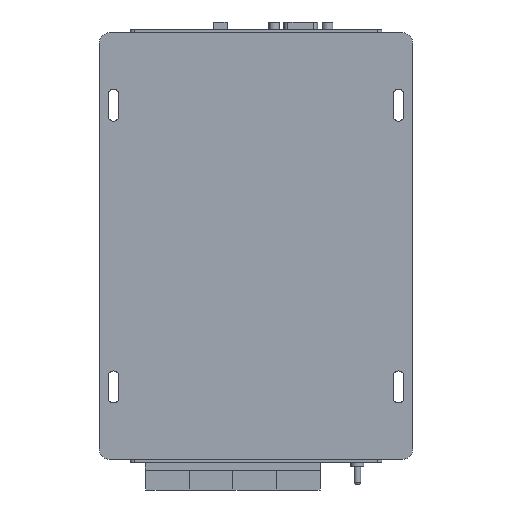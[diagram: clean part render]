
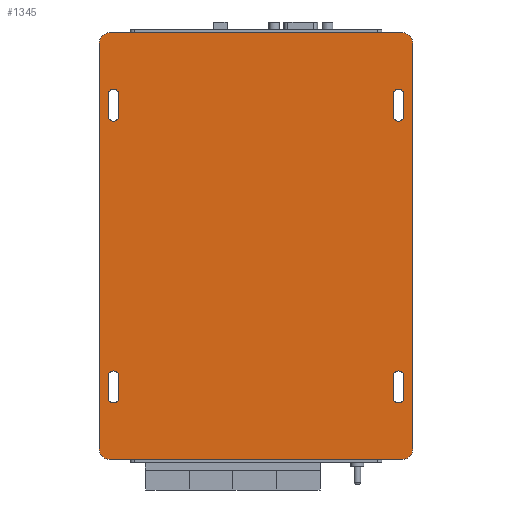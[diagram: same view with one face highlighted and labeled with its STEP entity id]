
A CAD part, left-side view. The second image highlights one B-rep face of the part: STEP entity #1345.
In plain terms, the highlighted planar face has unit normal (-1, 0, 0).
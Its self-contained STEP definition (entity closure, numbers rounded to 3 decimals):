
#2=CARTESIAN_POINT('',(0.,-140.25,-171.));
#3=DIRECTION('',(1.,0.,0.));
#4=DIRECTION('',(0.,-1.,0.));
#5=AXIS2_PLACEMENT_3D('',#2,#3,#4);
#7=DIRECTION('',(0.,0.,-1.));
#8=VECTOR('',#7,10.);
#9=CARTESIAN_POINT('',(0.,-142.75,-161.));
#10=LINE('',#9,#8);
#11=CARTESIAN_POINT('',(0.,-140.25,-161.));
#12=DIRECTION('',(1.,0.,0.));
#13=DIRECTION('',(0.,1.,0.));
#14=AXIS2_PLACEMENT_3D('',#11,#12,#13);
#16=DIRECTION('',(0.,0.,1.));
#17=VECTOR('',#16,10.);
#18=CARTESIAN_POINT('',(0.,-137.75,-171.));
#19=LINE('',#18,#17);
#20=CARTESIAN_POINT('',(0.,-140.25,-39.));
#21=DIRECTION('',(1.,0.,0.));
#22=DIRECTION('',(0.,-1.,0.));
#23=AXIS2_PLACEMENT_3D('',#20,#21,#22);
#25=DIRECTION('',(0.,0.,-1.));
#26=VECTOR('',#25,10.);
#27=CARTESIAN_POINT('',(0.,-142.75,-29.));
#28=LINE('',#27,#26);
#29=CARTESIAN_POINT('',(0.,-140.25,-29.));
#30=DIRECTION('',(1.,0.,0.));
#31=DIRECTION('',(0.,1.,0.));
#32=AXIS2_PLACEMENT_3D('',#29,#30,#31);
#34=DIRECTION('',(0.,0.,1.));
#35=VECTOR('',#34,10.);
#36=CARTESIAN_POINT('',(0.,-137.75,-39.));
#37=LINE('',#36,#35);
#38=CARTESIAN_POINT('',(0.,-6.75,-171.));
#39=DIRECTION('',(1.,0.,0.));
#40=DIRECTION('',(0.,-1.,0.));
#41=AXIS2_PLACEMENT_3D('',#38,#39,#40);
#43=DIRECTION('',(0.,0.,-1.));
#44=VECTOR('',#43,10.);
#45=CARTESIAN_POINT('',(0.,-9.25,-161.));
#46=LINE('',#45,#44);
#47=CARTESIAN_POINT('',(0.,-6.75,-161.));
#48=DIRECTION('',(1.,0.,0.));
#49=DIRECTION('',(0.,1.,0.));
#50=AXIS2_PLACEMENT_3D('',#47,#48,#49);
#52=DIRECTION('',(0.,0.,1.));
#53=VECTOR('',#52,10.);
#54=CARTESIAN_POINT('',(0.,-4.25,-171.));
#55=LINE('',#54,#53);
#56=CARTESIAN_POINT('',(0.,-6.75,-39.));
#57=DIRECTION('',(1.,0.,0.));
#58=DIRECTION('',(0.,-1.,0.));
#59=AXIS2_PLACEMENT_3D('',#56,#57,#58);
#61=DIRECTION('',(0.,0.,-1.));
#62=VECTOR('',#61,10.);
#63=CARTESIAN_POINT('',(0.,-9.25,-29.));
#64=LINE('',#63,#62);
#65=CARTESIAN_POINT('',(0.,-6.75,-29.));
#66=DIRECTION('',(1.,0.,0.));
#67=DIRECTION('',(0.,1.,0.));
#68=AXIS2_PLACEMENT_3D('',#65,#66,#67);
#70=DIRECTION('',(0.,0.,1.));
#71=VECTOR('',#70,10.);
#72=CARTESIAN_POINT('',(0.,-4.25,-39.));
#73=LINE('',#72,#71);
#74=CARTESIAN_POINT('',(0.,-142.,-5.));
#75=DIRECTION('',(-1.,0.,0.));
#76=DIRECTION('',(0.,-1.,0.));
#77=AXIS2_PLACEMENT_3D('',#74,#75,#76);
#79=DIRECTION('',(0.,0.,-1.));
#80=VECTOR('',#79,190.);
#81=CARTESIAN_POINT('',(0.,-147.,-5.));
#82=LINE('',#81,#80);
#83=CARTESIAN_POINT('',(0.,-142.,-195.));
#84=DIRECTION('',(-1.,0.,0.));
#85=DIRECTION('',(0.,0.,-1.));
#86=AXIS2_PLACEMENT_3D('',#83,#84,#85);
#88=DIRECTION('',(0.,1.,0.));
#89=VECTOR('',#88,137.);
#90=CARTESIAN_POINT('',(0.,-142.,-200.));
#91=LINE('',#90,#89);
#92=CARTESIAN_POINT('',(0.,-5.,-195.));
#93=DIRECTION('',(-1.,0.,0.));
#94=DIRECTION('',(0.,1.,0.));
#95=AXIS2_PLACEMENT_3D('',#92,#93,#94);
#97=DIRECTION('',(0.,0.,1.));
#98=VECTOR('',#97,190.);
#99=CARTESIAN_POINT('',(0.,0.,-195.));
#100=LINE('',#99,#98);
#101=CARTESIAN_POINT('',(0.,-5.,-5.));
#102=DIRECTION('',(-1.,0.,0.));
#103=DIRECTION('',(0.,0.,1.));
#104=AXIS2_PLACEMENT_3D('',#101,#102,#103);
#106=DIRECTION('',(0.,-1.,0.));
#107=VECTOR('',#106,137.);
#108=CARTESIAN_POINT('',(0.,-5.,0.));
#109=LINE('',#108,#107);
#1002=CARTESIAN_POINT('',(0.,-142.75,-171.));
#1003=CARTESIAN_POINT('',(0.,-137.75,-171.));
#1004=VERTEX_POINT('',#1002);
#1005=VERTEX_POINT('',#1003);
#1006=CARTESIAN_POINT('',(0.,-137.75,-161.));
#1007=VERTEX_POINT('',#1006);
#1008=CARTESIAN_POINT('',(0.,-142.75,-161.));
#1009=VERTEX_POINT('',#1008);
#1018=CARTESIAN_POINT('',(0.,-142.75,-39.));
#1019=CARTESIAN_POINT('',(0.,-137.75,-39.));
#1020=VERTEX_POINT('',#1018);
#1021=VERTEX_POINT('',#1019);
#1022=CARTESIAN_POINT('',(0.,-137.75,-29.));
#1023=VERTEX_POINT('',#1022);
#1024=CARTESIAN_POINT('',(0.,-142.75,-29.));
#1025=VERTEX_POINT('',#1024);
#1034=CARTESIAN_POINT('',(0.,-9.25,-171.));
#1035=CARTESIAN_POINT('',(0.,-4.25,-171.));
#1036=VERTEX_POINT('',#1034);
#1037=VERTEX_POINT('',#1035);
#1038=CARTESIAN_POINT('',(0.,-4.25,-161.));
#1039=VERTEX_POINT('',#1038);
#1040=CARTESIAN_POINT('',(0.,-9.25,-161.));
#1041=VERTEX_POINT('',#1040);
#1050=CARTESIAN_POINT('',(0.,-9.25,-39.));
#1051=CARTESIAN_POINT('',(0.,-4.25,-39.));
#1052=VERTEX_POINT('',#1050);
#1053=VERTEX_POINT('',#1051);
#1054=CARTESIAN_POINT('',(0.,-4.25,-29.));
#1055=VERTEX_POINT('',#1054);
#1056=CARTESIAN_POINT('',(0.,-9.25,-29.));
#1057=VERTEX_POINT('',#1056);
#1066=CARTESIAN_POINT('',(0.,-147.,-5.));
#1067=CARTESIAN_POINT('',(0.,-142.,0.));
#1068=VERTEX_POINT('',#1066);
#1069=VERTEX_POINT('',#1067);
#1074=CARTESIAN_POINT('',(0.,-142.,-200.));
#1075=CARTESIAN_POINT('',(0.,-147.,-195.));
#1076=VERTEX_POINT('',#1074);
#1077=VERTEX_POINT('',#1075);
#1082=CARTESIAN_POINT('',(0.,0.,-195.));
#1083=CARTESIAN_POINT('',(0.,-5.,-200.));
#1084=VERTEX_POINT('',#1082);
#1085=VERTEX_POINT('',#1083);
#1090=CARTESIAN_POINT('',(0.,-5.,0.));
#1091=CARTESIAN_POINT('',(0.,0.,-5.));
#1092=VERTEX_POINT('',#1090);
#1093=VERTEX_POINT('',#1091);
#1282=CARTESIAN_POINT('',(0.,0.,0.));
#1283=DIRECTION('',(1.,0.,0.));
#1284=DIRECTION('',(0.,-1.,0.));
#1285=AXIS2_PLACEMENT_3D('',#1282,#1283,#1284);
#1286=PLANE('',#1285);
#1288=ORIENTED_EDGE('',*,*,#1287,.F.);
#1290=ORIENTED_EDGE('',*,*,#1289,.T.);
#1292=ORIENTED_EDGE('',*,*,#1291,.F.);
#1294=ORIENTED_EDGE('',*,*,#1293,.T.);
#1296=ORIENTED_EDGE('',*,*,#1295,.F.);
#1298=ORIENTED_EDGE('',*,*,#1297,.T.);
#1300=ORIENTED_EDGE('',*,*,#1299,.F.);
#1302=ORIENTED_EDGE('',*,*,#1301,.T.);
#1303=EDGE_LOOP('',(#1288,#1290,#1292,#1294,#1296,#1298,#1300,#1302));
#1304=FACE_OUTER_BOUND('',#1303,.F.);
#1306=ORIENTED_EDGE('',*,*,#1305,.F.);
#1308=ORIENTED_EDGE('',*,*,#1307,.F.);
#1310=ORIENTED_EDGE('',*,*,#1309,.F.);
#1312=ORIENTED_EDGE('',*,*,#1311,.F.);
#1313=EDGE_LOOP('',(#1306,#1308,#1310,#1312));
#1314=FACE_BOUND('',#1313,.F.);
#1316=ORIENTED_EDGE('',*,*,#1315,.F.);
#1318=ORIENTED_EDGE('',*,*,#1317,.F.);
#1320=ORIENTED_EDGE('',*,*,#1319,.F.);
#1322=ORIENTED_EDGE('',*,*,#1321,.F.);
#1323=EDGE_LOOP('',(#1316,#1318,#1320,#1322));
#1324=FACE_BOUND('',#1323,.F.);
#1326=ORIENTED_EDGE('',*,*,#1325,.F.);
#1328=ORIENTED_EDGE('',*,*,#1327,.F.);
#1330=ORIENTED_EDGE('',*,*,#1329,.F.);
#1332=ORIENTED_EDGE('',*,*,#1331,.F.);
#1333=EDGE_LOOP('',(#1326,#1328,#1330,#1332));
#1334=FACE_BOUND('',#1333,.F.);
#1336=ORIENTED_EDGE('',*,*,#1335,.F.);
#1338=ORIENTED_EDGE('',*,*,#1337,.F.);
#1340=ORIENTED_EDGE('',*,*,#1339,.F.);
#1342=ORIENTED_EDGE('',*,*,#1341,.F.);
#1343=EDGE_LOOP('',(#1336,#1338,#1340,#1342));
#1344=FACE_BOUND('',#1343,.F.);
#1345=ADVANCED_FACE('',(#1304,#1314,#1324,#1334,#1344),#1286,.F.);
#6=CIRCLE('',#5,2.5);
#15=CIRCLE('',#14,2.5);
#24=CIRCLE('',#23,2.5);
#33=CIRCLE('',#32,2.5);
#42=CIRCLE('',#41,2.5);
#51=CIRCLE('',#50,2.5);
#60=CIRCLE('',#59,2.5);
#69=CIRCLE('',#68,2.5);
#78=CIRCLE('',#77,5.);
#87=CIRCLE('',#86,5.);
#96=CIRCLE('',#95,5.);
#105=CIRCLE('',#104,5.);
#1287=EDGE_CURVE('',#1068,#1069,#78,.T.);
#1289=EDGE_CURVE('',#1068,#1077,#82,.T.);
#1291=EDGE_CURVE('',#1076,#1077,#87,.T.);
#1293=EDGE_CURVE('',#1076,#1085,#91,.T.);
#1295=EDGE_CURVE('',#1084,#1085,#96,.T.);
#1297=EDGE_CURVE('',#1084,#1093,#100,.T.);
#1299=EDGE_CURVE('',#1092,#1093,#105,.T.);
#1301=EDGE_CURVE('',#1092,#1069,#109,.T.);
#1305=EDGE_CURVE('',#1004,#1005,#6,.T.);
#1307=EDGE_CURVE('',#1009,#1004,#10,.T.);
#1309=EDGE_CURVE('',#1007,#1009,#15,.T.);
#1311=EDGE_CURVE('',#1005,#1007,#19,.T.);
#1315=EDGE_CURVE('',#1020,#1021,#24,.T.);
#1317=EDGE_CURVE('',#1025,#1020,#28,.T.);
#1319=EDGE_CURVE('',#1023,#1025,#33,.T.);
#1321=EDGE_CURVE('',#1021,#1023,#37,.T.);
#1325=EDGE_CURVE('',#1036,#1037,#42,.T.);
#1327=EDGE_CURVE('',#1041,#1036,#46,.T.);
#1329=EDGE_CURVE('',#1039,#1041,#51,.T.);
#1331=EDGE_CURVE('',#1037,#1039,#55,.T.);
#1335=EDGE_CURVE('',#1052,#1053,#60,.T.);
#1337=EDGE_CURVE('',#1057,#1052,#64,.T.);
#1339=EDGE_CURVE('',#1055,#1057,#69,.T.);
#1341=EDGE_CURVE('',#1053,#1055,#73,.T.);
